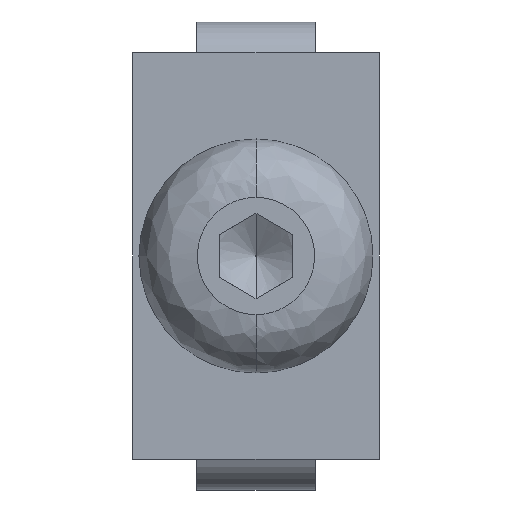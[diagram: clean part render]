
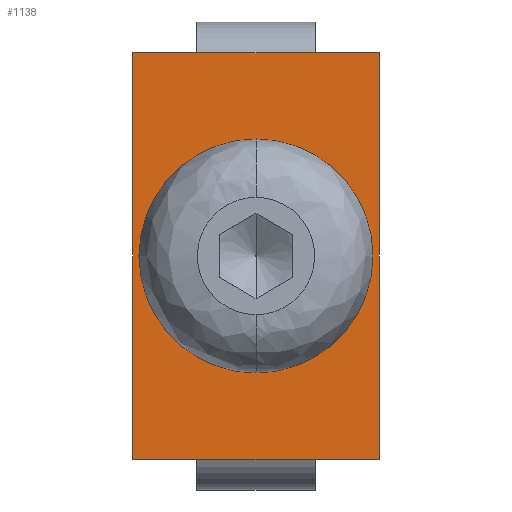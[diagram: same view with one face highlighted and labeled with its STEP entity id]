
A CAD part, front view. The second image highlights one B-rep face of the part: STEP entity #1138.
In plain terms, the highlighted planar face has unit normal (0, -1, 0).
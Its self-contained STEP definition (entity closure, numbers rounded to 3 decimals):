
#55 = DIRECTION ( 'NONE',  ( -1., 0., 0. ) ) ;
#58 = DIRECTION ( 'NONE',  ( 0., 0., 1. ) ) ;
#62 = DIRECTION ( 'NONE',  ( 0., 0., -1. ) ) ;
#64 = CARTESIAN_POINT ( 'NONE',  ( 5., 0., 8.25 ) ) ;
#69 = VECTOR ( 'NONE', #1308, 1000. ) ;
#97 = LINE ( 'NONE', #717, #670 ) ;
#123 = AXIS2_PLACEMENT_3D ( 'NONE', #1293, #954, #1068 ) ;
#154 = LINE ( 'NONE', #362, #69 ) ;
#160 = EDGE_CURVE ( 'NONE', #1216, #1083, #154, .T. ) ;
#251 = CARTESIAN_POINT ( 'NONE',  ( 0., 0., -4.75 ) ) ;
#274 = EDGE_CURVE ( 'NONE', #761, #1255, #401, .T. ) ;
#276 = ORIENTED_EDGE ( 'NONE', *, *, #768, .F. ) ;
#304 = ORIENTED_EDGE ( 'NONE', *, *, #320, .F. ) ;
#320 = EDGE_CURVE ( 'NONE', #969, #1438, #729, .T. ) ;
#355 = PLANE ( 'NONE',  #123 ) ;
#362 = CARTESIAN_POINT ( 'NONE',  ( 5., 0., -8.25 ) ) ;
#401 = CIRCLE ( 'NONE', #1144, 4.75 ) ;
#471 = DIRECTION ( 'NONE',  ( 0., -1., 0. ) ) ;
#480 = DIRECTION ( 'NONE',  ( 0., 0., -1. ) ) ;
#488 = CIRCLE ( 'NONE', #900, 4.75 ) ;
#518 = DIRECTION ( 'NONE',  ( 0., -1., 0. ) ) ;
#613 = VECTOR ( 'NONE', #58, 1000. ) ;
#648 = CARTESIAN_POINT ( 'NONE',  ( -5., 0., -8.25 ) ) ;
#670 = VECTOR ( 'NONE', #55, 1000. ) ;
#714 = CARTESIAN_POINT ( 'NONE',  ( 0., 0., 0. ) ) ;
#717 = CARTESIAN_POINT ( 'NONE',  ( -5., 0., -8.25 ) ) ;
#729 = LINE ( 'NONE', #739, #613 ) ;
#735 = CARTESIAN_POINT ( 'NONE',  ( 0., 0., 4.75 ) ) ;
#739 = CARTESIAN_POINT ( 'NONE',  ( -5., 0., 8.25 ) ) ;
#761 = VERTEX_POINT ( 'NONE', #251 ) ;
#768 = EDGE_CURVE ( 'NONE', #1083, #969, #97, .T. ) ;
#821 = ORIENTED_EDGE ( 'NONE', *, *, #1455, .F. ) ;
#900 = AXIS2_PLACEMENT_3D ( 'NONE', #714, #471, #480 ) ;
#946 = CARTESIAN_POINT ( 'NONE',  ( 5., 0., 8.25 ) ) ;
#953 = ORIENTED_EDGE ( 'NONE', *, *, #1205, .F. ) ;
#954 = DIRECTION ( 'NONE',  ( 0., 1., 0. ) ) ;
#969 = VERTEX_POINT ( 'NONE', #648 ) ;
#1006 = EDGE_LOOP ( 'NONE', ( #304, #276, #1417, #821 ) ) ;
#1023 = DIRECTION ( 'NONE',  ( 1., 0., 0. ) ) ;
#1032 = CARTESIAN_POINT ( 'NONE',  ( 5., 0., -8.25 ) ) ;
#1068 = DIRECTION ( 'NONE',  ( 0., 0., 1. ) ) ;
#1083 = VERTEX_POINT ( 'NONE', #1032 ) ;
#1102 = EDGE_LOOP ( 'NONE', ( #1117, #953 ) ) ;
#1111 = CARTESIAN_POINT ( 'NONE',  ( -5., 0., 8.25 ) ) ;
#1117 = ORIENTED_EDGE ( 'NONE', *, *, #274, .F. ) ;
#1138 = ADVANCED_FACE ( 'NONE', ( #1194, #1177 ), #355, .F. ) ;
#1144 = AXIS2_PLACEMENT_3D ( 'NONE', #1219, #518, #62 ) ;
#1177 = FACE_OUTER_BOUND ( 'NONE', #1006, .T. ) ;
#1194 = FACE_BOUND ( 'NONE', #1102, .T. ) ;
#1205 = EDGE_CURVE ( 'NONE', #1255, #761, #488, .T. ) ;
#1216 = VERTEX_POINT ( 'NONE', #946 ) ;
#1219 = CARTESIAN_POINT ( 'NONE',  ( 0., 0., 0. ) ) ;
#1227 = LINE ( 'NONE', #64, #1353 ) ;
#1255 = VERTEX_POINT ( 'NONE', #735 ) ;
#1293 = CARTESIAN_POINT ( 'NONE',  ( 0., 0., 0. ) ) ;
#1308 = DIRECTION ( 'NONE',  ( 0., 0., -1. ) ) ;
#1353 = VECTOR ( 'NONE', #1023, 1000. ) ;
#1417 = ORIENTED_EDGE ( 'NONE', *, *, #160, .F. ) ;
#1438 = VERTEX_POINT ( 'NONE', #1111 ) ;
#1455 = EDGE_CURVE ( 'NONE', #1438, #1216, #1227, .T. ) ;
